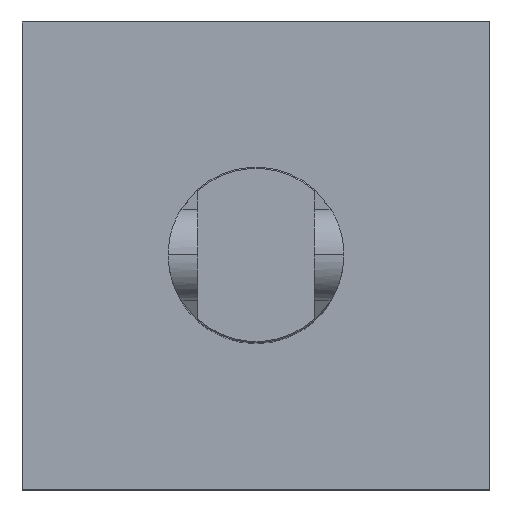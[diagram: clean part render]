
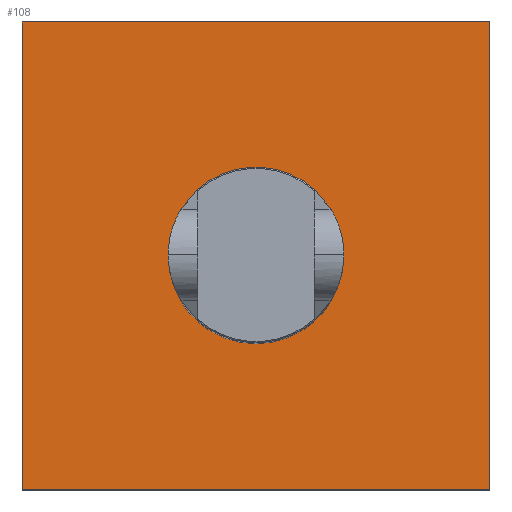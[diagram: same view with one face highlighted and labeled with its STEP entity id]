
A CAD part, top view. The second image highlights one B-rep face of the part: STEP entity #108.
In plain terms, the highlighted planar face has unit normal (0, 0, 1).
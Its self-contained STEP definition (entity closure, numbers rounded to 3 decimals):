
#4 = CARTESIAN_POINT ( 'NONE',  ( 20., -20., 0. ) ) ;
#16 = CARTESIAN_POINT ( 'NONE',  ( 20., -20., 0. ) ) ;
#28 = FACE_OUTER_BOUND ( 'NONE', #1016, .T. ) ;
#31 = CARTESIAN_POINT ( 'NONE',  ( -20., 20., 0. ) ) ;
#48 = EDGE_CURVE ( 'NONE', #190, #1035, #447, .T. ) ;
#54 = CARTESIAN_POINT ( 'NONE',  ( 20., 20., 0. ) ) ;
#56 = CARTESIAN_POINT ( 'NONE',  ( -20., -20., 0. ) ) ;
#91 = ORIENTED_EDGE ( 'NONE', *, *, #574, .F. ) ;
#108 = ADVANCED_FACE ( 'NONE', ( #726, #28 ), #980, .T. ) ;
#123 = CARTESIAN_POINT ( 'NONE',  ( 0., 0., 0. ) ) ;
#173 = EDGE_LOOP ( 'NONE', ( #781, #538 ) ) ;
#190 = VERTEX_POINT ( 'NONE', #54 ) ;
#214 = CARTESIAN_POINT ( 'NONE',  ( 0., 0., 0. ) ) ;
#216 = VECTOR ( 'NONE', #358, 1000. ) ;
#253 = DIRECTION ( 'NONE',  ( 1., 0., 0. ) ) ;
#256 = VERTEX_POINT ( 'NONE', #827 ) ;
#262 = DIRECTION ( 'NONE',  ( 1., 0., 0. ) ) ;
#291 = VERTEX_POINT ( 'NONE', #418 ) ;
#323 = AXIS2_PLACEMENT_3D ( 'NONE', #768, #789, #262 ) ;
#341 = CARTESIAN_POINT ( 'NONE',  ( 20., -20., 0. ) ) ;
#358 = DIRECTION ( 'NONE',  ( 0., -1., 0. ) ) ;
#388 = DIRECTION ( 'NONE',  ( 0., 0., 1. ) ) ;
#389 = CARTESIAN_POINT ( 'NONE',  ( -7.5, 0., 0. ) ) ;
#400 = DIRECTION ( 'NONE',  ( 0., 1., 0. ) ) ;
#418 = CARTESIAN_POINT ( 'NONE',  ( 7.5, 0., 0. ) ) ;
#444 = EDGE_CURVE ( 'NONE', #894, #190, #913, .T. ) ;
#447 = LINE ( 'NONE', #16, #216 ) ;
#461 = DIRECTION ( 'NONE',  ( 0., 0., 1. ) ) ;
#538 = ORIENTED_EDGE ( 'NONE', *, *, #599, .F. ) ;
#557 = CIRCLE ( 'NONE', #323, 7.5 ) ;
#559 = DIRECTION ( 'NONE',  ( 1., 0., 0. ) ) ;
#574 = EDGE_CURVE ( 'NONE', #256, #894, #825, .T. ) ;
#599 = EDGE_CURVE ( 'NONE', #291, #777, #557, .T. ) ;
#606 = DIRECTION ( 'NONE',  ( -1., 0., 0. ) ) ;
#613 = ORIENTED_EDGE ( 'NONE', *, *, #444, .F. ) ;
#623 = DIRECTION ( 'NONE',  ( 1., 0., 0. ) ) ;
#639 = AXIS2_PLACEMENT_3D ( 'NONE', #214, #461, #559 ) ;
#726 = FACE_BOUND ( 'NONE', #173, .T. ) ;
#768 = CARTESIAN_POINT ( 'NONE',  ( 0., 0., 0. ) ) ;
#774 = ORIENTED_EDGE ( 'NONE', *, *, #1063, .F. ) ;
#777 = VERTEX_POINT ( 'NONE', #389 ) ;
#781 = ORIENTED_EDGE ( 'NONE', *, *, #851, .F. ) ;
#789 = DIRECTION ( 'NONE',  ( 0., 0., 1. ) ) ;
#825 = LINE ( 'NONE', #56, #840 ) ;
#827 = CARTESIAN_POINT ( 'NONE',  ( -20., -20., 0. ) ) ;
#840 = VECTOR ( 'NONE', #400, 1000. ) ;
#851 = EDGE_CURVE ( 'NONE', #777, #291, #973, .T. ) ;
#888 = AXIS2_PLACEMENT_3D ( 'NONE', #123, #388, #623 ) ;
#894 = VERTEX_POINT ( 'NONE', #31 ) ;
#913 = LINE ( 'NONE', #1080, #989 ) ;
#947 = VECTOR ( 'NONE', #606, 1000. ) ;
#951 = ORIENTED_EDGE ( 'NONE', *, *, #48, .F. ) ;
#973 = CIRCLE ( 'NONE', #639, 7.5 ) ;
#980 = PLANE ( 'NONE',  #888 ) ;
#989 = VECTOR ( 'NONE', #253, 1000. ) ;
#1016 = EDGE_LOOP ( 'NONE', ( #951, #613, #91, #774 ) ) ;
#1034 = LINE ( 'NONE', #4, #947 ) ;
#1035 = VERTEX_POINT ( 'NONE', #341 ) ;
#1063 = EDGE_CURVE ( 'NONE', #1035, #256, #1034, .T. ) ;
#1080 = CARTESIAN_POINT ( 'NONE',  ( 20., 20., 0. ) ) ;
